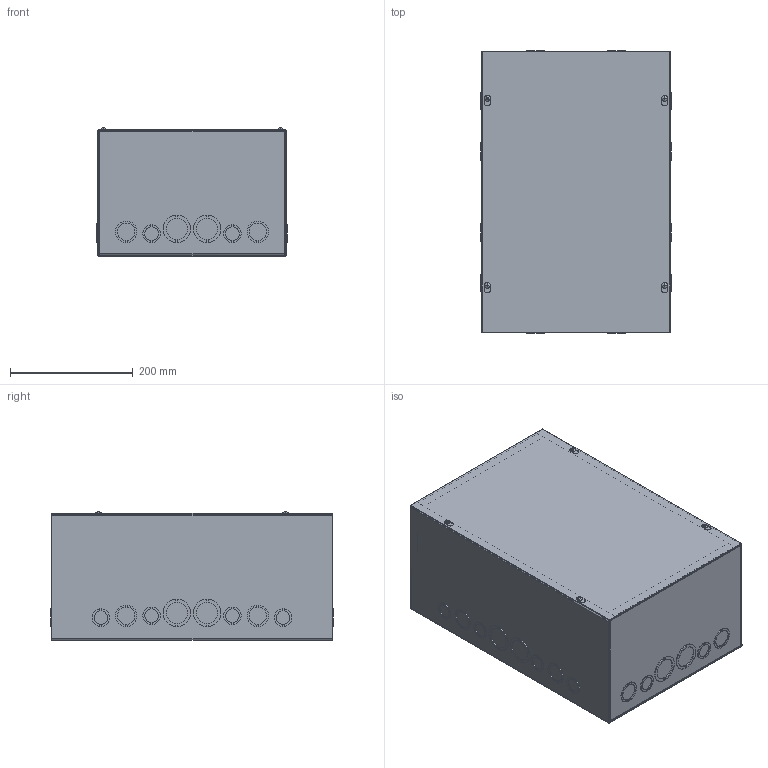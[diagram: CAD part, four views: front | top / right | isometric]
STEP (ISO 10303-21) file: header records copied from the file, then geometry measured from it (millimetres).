
FILE_DESCRIPTION(/* description */ ('SC, BLR, 18X12X8'),/* implementation_level */ '2;1');
FILE_NAME(/* name */ 'SC121808.stp',/* time_stamp */ '2014-10-28T16:52:38+05:00',/* author */ ('schinnathambi'),/* organization */ (''),/* preprocessor_version */ 'ST-DEVELOPER v15.2',/* originating_system */ 'Autodesk Inventor 2014',/* authorisation */ '');
FILE_SCHEMA (('AUTOMOTIVE_DESIGN { 1 0 10303 214 3 1 1 }'));
Length unit declared in the file: inch
Products named in the file (5): SC121808BLR; SC1208TB; SC1218LPA; 34056; SC-3pc
Bounding box: 311.15 x 460.38 x 208.92 mm (x, y, z)
Volume: 995696.3 mm3; surface area: 1279778.5 mm2
Topology: 29 solids, 35 shells, 1052 faces, 2512 edges, 1592 vertices
Faces by surface type: plane 768, cylinder 216, cone 40, torus 16, bspline 8, sphere 4
Full cylindrical faces by diameter (mm): 3.734 x4, 4.166 x4, 7.144 x4, 9.754 x4
Entity records: 22718 total; most frequent: CARTESIAN_POINT 4008, ORIENTED_EDGE 3802, DIRECTION 3596, EDGE_CURVE 1781, LINE 1434, VECTOR 1434, VERTEX_POINT 1133, AXIS2_PLACEMENT_3D 1081
